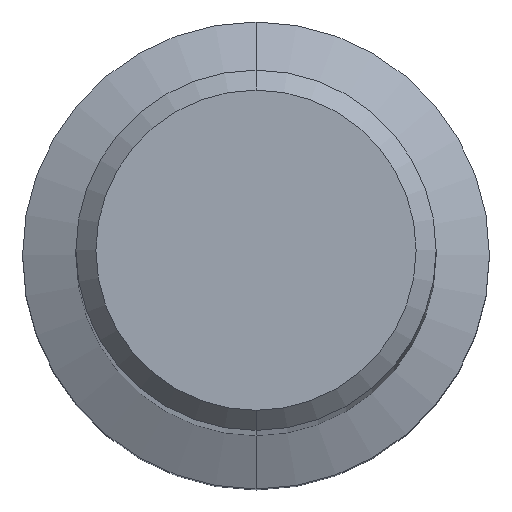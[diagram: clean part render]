
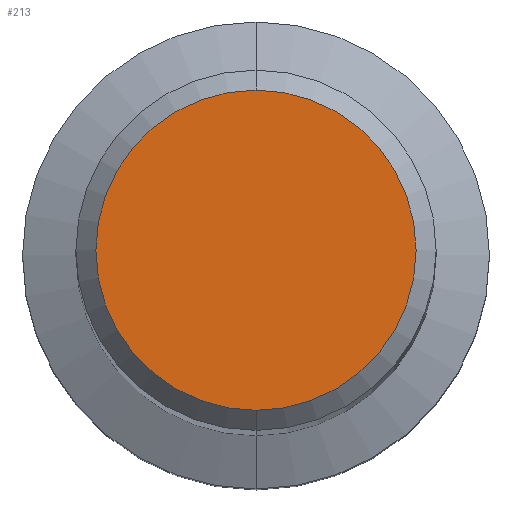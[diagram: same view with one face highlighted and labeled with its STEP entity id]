
A CAD part, top view. The second image highlights one B-rep face of the part: STEP entity #213.
In plain terms, the highlighted planar face has unit normal (0, 0, 1).
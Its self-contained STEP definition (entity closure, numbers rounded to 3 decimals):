
#213=ADVANCED_FACE('',(#568),#569,.T.);
#301=VERTEX_POINT('',#664);
#403=VERTEX_POINT('',#774);
#439=EDGE_CURVE('',#403,#301,#814,.T.);
#523=EDGE_CURVE('',#301,#403,#913,.T.);
#568=FACE_OUTER_BOUND('',#958,.T.);
#569=PLANE('',#959);
#664=CARTESIAN_POINT('',(0.,-4.8,0.0));
#774=CARTESIAN_POINT('',(0.0,4.8,0.0));
#814=CIRCLE('',#1486,4.8);
#913=CIRCLE('',#1631,4.8);
#958=EDGE_LOOP('',(#1686,#1687));
#959=AXIS2_PLACEMENT_3D('',#1688,#1689,#1690);
#1486=AXIS2_PLACEMENT_3D('',#1929,#1930,#1931);
#1631=AXIS2_PLACEMENT_3D('',#2086,#2087,#2088);
#1686=ORIENTED_EDGE('',*,*,#439,.F.);
#1687=ORIENTED_EDGE('',*,*,#523,.F.);
#1688=CARTESIAN_POINT('',(0.0,2.4,0.0));
#1689=DIRECTION('',(-0.0,0.0,1.0));
#1690=DIRECTION('',(0.0,-1.0,0.0));
#1929=CARTESIAN_POINT('',(0.0,0.0,0.0));
#1930=DIRECTION('',(0.0,0.0,-1.0));
#1931=DIRECTION('',(0.0,1.0,0.0));
#2086=CARTESIAN_POINT('',(0.0,0.0,0.0));
#2087=DIRECTION('',(0.0,0.0,-1.0));
#2088=DIRECTION('',(0.0,1.0,0.0));
